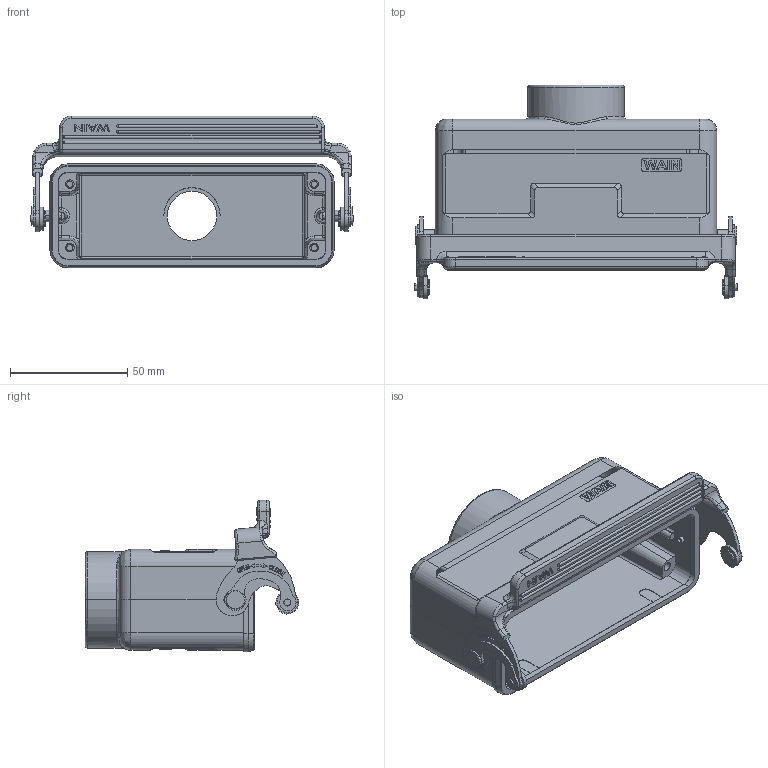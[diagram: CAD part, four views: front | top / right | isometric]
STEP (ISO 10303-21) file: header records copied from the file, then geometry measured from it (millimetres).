
FILE_DESCRIPTION((''),'2;1');
FILE_NAME('3D_1111247211001_W24B-CCT-1L_SC','2023-12-23T',('p.yu'),(''),'PRO/ENGINEER BY PARAMETRIC TECHNOLOGY CORPORATION, 2012480','PRO/ENGINEER BY PARAMETRIC TECHNOLOGY CORPORATION, 2012480','');
FILE_SCHEMA(('CONFIG_CONTROL_DESIGN'));
Length unit declared in the file: millimetre
Products named in the file (1): 3D_1111247211001_W24B-CCT-1L_SC
Bounding box: 137.1 x 90.97 x 64.63 mm (x, y, z)
Volume: 105208.9 mm3; surface area: 59927 mm2
Topology: 1 solids, 18 shells, 1317 faces, 3562 edges, 2338 vertices
Faces by surface type: plane 625, cylinder 276, extrusion 254, bspline 50, torus 42, cone 36, sphere 30, revolution 4
Entity records: 45993 total; most frequent: CARTESIAN_POINT 13877, ORIENTED_EDGE 7056, DIRECTION 5835, EDGE_CURVE 3528, VERTEX_POINT 2338, VECTOR 2243, LINE 1989, AXIS2_PLACEMENT_3D 1794
